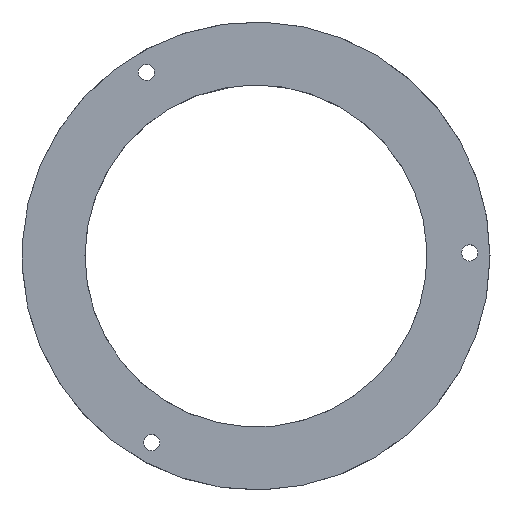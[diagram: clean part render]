
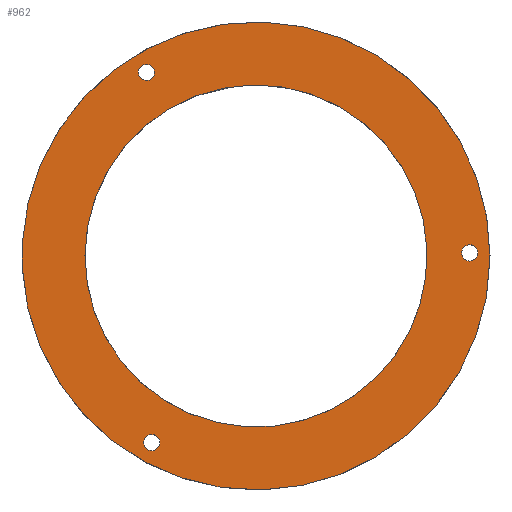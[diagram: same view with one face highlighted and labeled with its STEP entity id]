
A CAD part, top view. The second image highlights one B-rep face of the part: STEP entity #962.
In plain terms, the highlighted planar face has unit normal (0, 0, 1).
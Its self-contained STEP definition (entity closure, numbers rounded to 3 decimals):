
#182=PLANE('',#1094);
#315=ORIENTED_EDGE('',*,*,#540,.T.);
#316=ORIENTED_EDGE('',*,*,#542,.T.);
#317=ORIENTED_EDGE('',*,*,#538,.T.);
#318=ORIENTED_EDGE('',*,*,#563,.F.);
#319=ORIENTED_EDGE('',*,*,#532,.T.);
#532=EDGE_CURVE('',#668,#668,#741,.T.);
#538=EDGE_CURVE('',#671,#671,#743,.T.);
#540=EDGE_CURVE('',#673,#673,#745,.T.);
#542=EDGE_CURVE('',#675,#675,#747,.T.);
#563=EDGE_CURVE('',#687,#687,#759,.T.);
#668=VERTEX_POINT('',#1587);
#671=VERTEX_POINT('',#1600);
#673=VERTEX_POINT('',#1605);
#675=VERTEX_POINT('',#1610);
#687=VERTEX_POINT('',#1651);
#741=CIRCLE('',#1053,19.);
#743=CIRCLE('',#1057,0.9);
#745=CIRCLE('',#1060,0.9);
#747=CIRCLE('',#1063,0.9);
#759=CIRCLE('',#1083,26.);
#811=EDGE_LOOP('',(#315));
#812=EDGE_LOOP('',(#316));
#813=EDGE_LOOP('',(#317));
#814=EDGE_LOOP('',(#318));
#815=EDGE_LOOP('',(#319));
#891=FACE_BOUND('',#811,.T.);
#892=FACE_BOUND('',#812,.T.);
#893=FACE_BOUND('',#813,.T.);
#894=FACE_BOUND('',#814,.T.);
#895=FACE_BOUND('',#815,.T.);
#962=ADVANCED_FACE('',(#891,#892,#893,#894,#895),#182,.F.);
#1053=AXIS2_PLACEMENT_3D('',#1586,#1237,#1238);
#1057=AXIS2_PLACEMENT_3D('',#1599,#1247,#1248);
#1060=AXIS2_PLACEMENT_3D('',#1604,#1253,#1254);
#1063=AXIS2_PLACEMENT_3D('',#1609,#1259,#1260);
#1083=AXIS2_PLACEMENT_3D('',#1650,#1308,#1309);
#1094=AXIS2_PLACEMENT_3D('',#1679,#1334,#1335);
#1237=DIRECTION('',(0.,0.,-1.));
#1238=DIRECTION('',(-1.,0.,0.));
#1247=DIRECTION('',(0.,0.,-1.));
#1248=DIRECTION('',(-1.,0.006,0.));
#1253=DIRECTION('',(0.,0.,-1.));
#1254=DIRECTION('',(-1.,0.006,0.));
#1259=DIRECTION('',(0.,0.,-1.));
#1260=DIRECTION('',(-1.,0.006,0.));
#1308=DIRECTION('',(0.,0.,-1.));
#1309=DIRECTION('',(-0.999,-0.048,0.));
#1334=DIRECTION('',(0.,0.,-1.));
#1335=DIRECTION('',(-0.048,0.999,0.));
#1586=CARTESIAN_POINT('',(0.,0.,3.1));
#1587=CARTESIAN_POINT('',(-19.,0.,3.1));
#1599=CARTESIAN_POINT('',(23.748,0.335,3.1));
#1600=CARTESIAN_POINT('',(22.848,0.34,3.1));
#1604=CARTESIAN_POINT('',(-11.584,-20.733,3.1));
#1605=CARTESIAN_POINT('',(-12.484,-20.728,3.1));
#1609=CARTESIAN_POINT('',(-12.164,20.399,3.1));
#1610=CARTESIAN_POINT('',(-13.064,20.404,3.1));
#1650=CARTESIAN_POINT('',(0.,0.,3.1));
#1651=CARTESIAN_POINT('',(-25.97,-1.256,3.1));
#1679=CARTESIAN_POINT('',(0.,0.,3.1));
